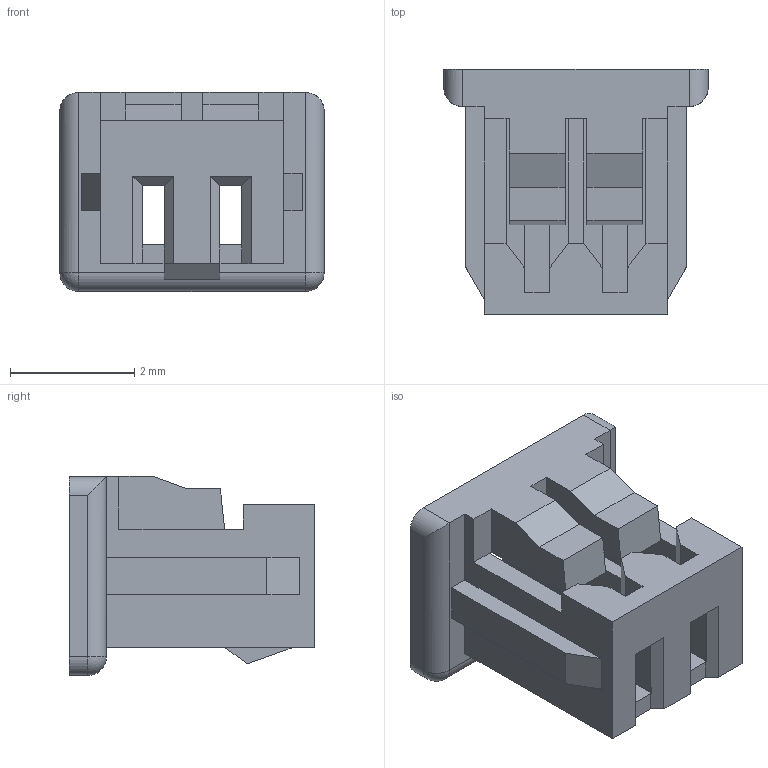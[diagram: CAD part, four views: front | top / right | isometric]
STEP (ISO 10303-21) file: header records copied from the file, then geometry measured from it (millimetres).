
FILE_DESCRIPTION(('FreeCAD Model'),'2;1');
FILE_NAME('510210200.step','2016-05-20T02:31:36',( 'Author'),(''),'Open CASCADE STEP processor 6.8','FreeCAD','Unknown' );
FILE_SCHEMA(('AUTOMOTIVE_DESIGN_CC2 { 1 2 10303 214 -1 1 5 4 }'));
Length unit declared in the file: millimetre
Products named in the file (2): ASSEMBLY; 510210200
Assembly tree (1 placements, depth 2):
  ASSEMBLY
    510210200
Bounding box: 4.25 x 3.95 x 3.2 mm (x, y, z)
Volume: 20.8 mm3; surface area: 111.9 mm2
Topology: 1 solids, 1 shells, 120 faces, 321 edges, 198 vertices
Faces by surface type: plane 111, cylinder 7, sphere 2
Entity records: 8695 total; most frequent: CARTESIAN_POINT 2211, DIRECTION 1181, LINE 913, VECTOR 913, ORIENTED_EDGE 642, PCURVE 642, DEFINITIONAL_REPRESENTATION 642, EDGE_CURVE 321
